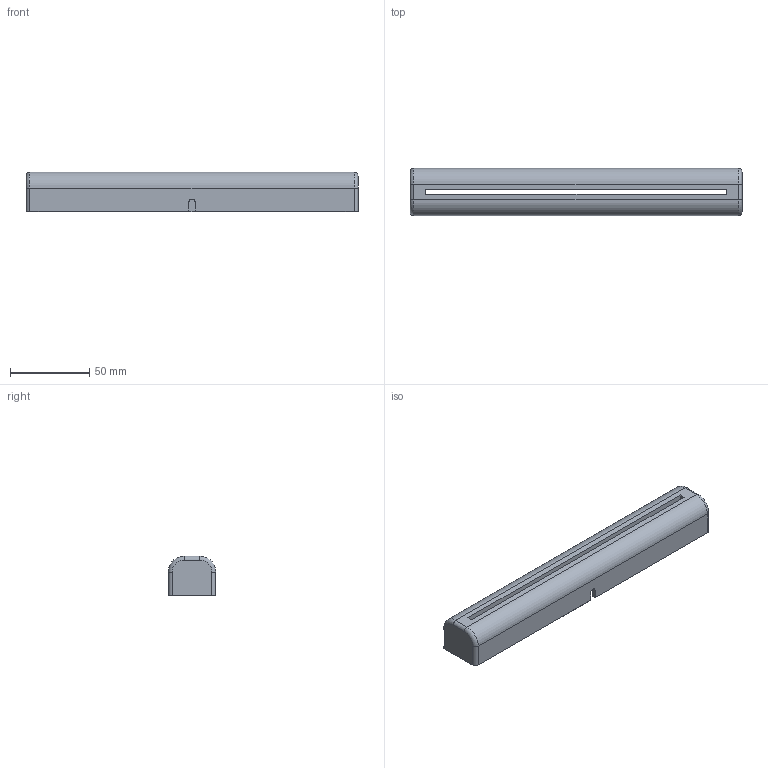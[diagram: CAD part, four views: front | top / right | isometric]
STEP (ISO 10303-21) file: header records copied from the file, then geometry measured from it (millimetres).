
FILE_DESCRIPTION(/* description */ (''),/* implementation_level */ '2;1');
FILE_NAME(/* name */ 'AcrylMount_Main_Large.step',/* time_stamp */ '2023-08-09T10:24:47+02:00',/* author */ (''),/* organization */ (''),/* preprocessor_version */ 'ST-DEVELOPER v20',/* originating_system */ 'Autodesk Translation Framework v12.9.0.99',/* authorisation */ '');
FILE_SCHEMA (('AUTOMOTIVE_DESIGN { 1 0 10303 214 3 1 1 }'));
Length unit declared in the file: millimetre
Products named in the file (1): LedBarAcrylic
Bounding box: 210 x 30 x 25 mm (x, y, z)
Volume: 40862.7 mm3; surface area: 41957.3 mm2
Topology: 1 solids, 1 shells, 65 faces, 159 edges, 98 vertices
Faces by surface type: plane 32, cylinder 21, torus 8, cone 4
Full cylindrical faces by diameter (mm): 4 x2
Entity records: 1932 total; most frequent: DIRECTION 345, CARTESIAN_POINT 323, ORIENTED_EDGE 318, EDGE_CURVE 159, AXIS2_PLACEMENT_3D 120, LINE 105, VECTOR 105, VERTEX_POINT 98
